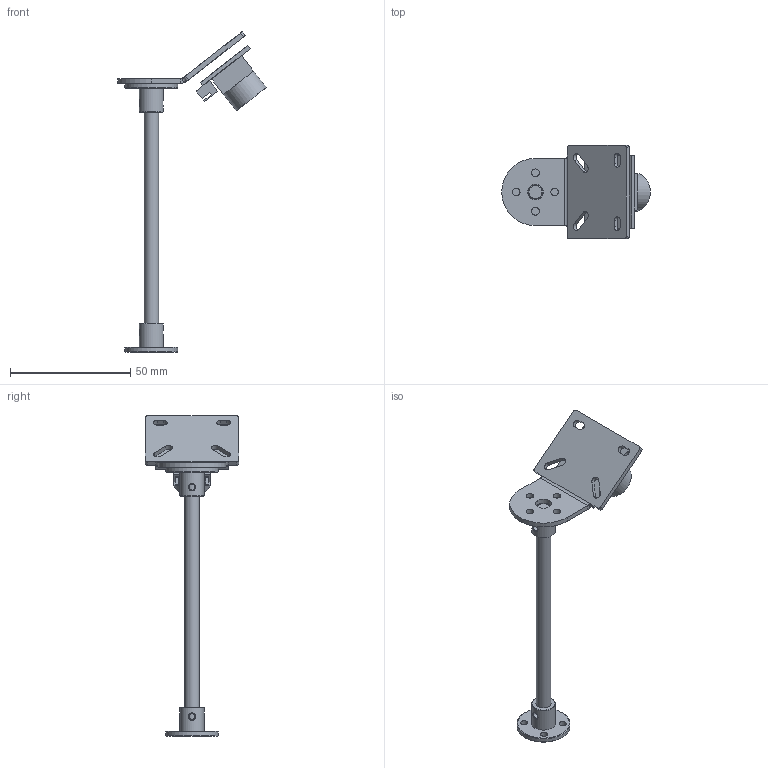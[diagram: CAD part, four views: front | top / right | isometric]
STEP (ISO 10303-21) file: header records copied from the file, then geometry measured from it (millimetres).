
FILE_DESCRIPTION( ('This file contains a STEP AP42 implementation' ,'as created by ZW3D STEP Interface translator.') ,'2;1' );
FILE_NAME( '眈儂CCD_祥湍蝓蟈.stp' ,'23 620. 94231', (''), ('ZWCAD Software Co.'), 'Version 1.0', 'ZW3D to STEP translator', '' );
FILE_SCHEMA(('AUTOMOTIVE_DESIGN { 1 0 10303 214 1 1 1 1 }'));
Length unit declared in the file: millimetre
Products named in the file (2): 0; 耀輸_CCD
Bounding box: 61.81 x 39 x 133.41 mm (x, y, z)
Volume: 14035.5 mm3; surface area: 10934.4 mm2
Topology: 2 solids, 2 shells, 187 faces, 426 edges, 267 vertices
Faces by surface type: plane 119, cylinder 48, bspline 10, cone 10
Full cylindrical faces by diameter (mm): 2.5 x4, 3 x8, 3.2 x8, 6 x3, 6.5 x1, 10 x2, 15.8 x1, 22 x2
Entity records: 6247 total; most frequent: CARTESIAN_POINT 1761, DIRECTION 857, ORIENTED_EDGE 852, EDGE_CURVE 426, VECTOR 311, LINE 311, AXIS2_PLACEMENT_3D 273, VERTEX_POINT 267
